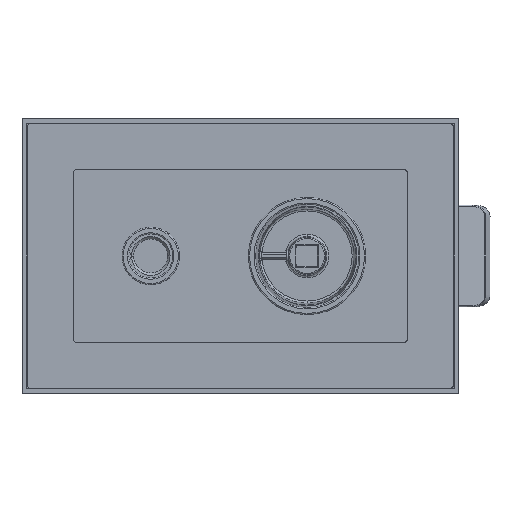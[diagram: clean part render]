
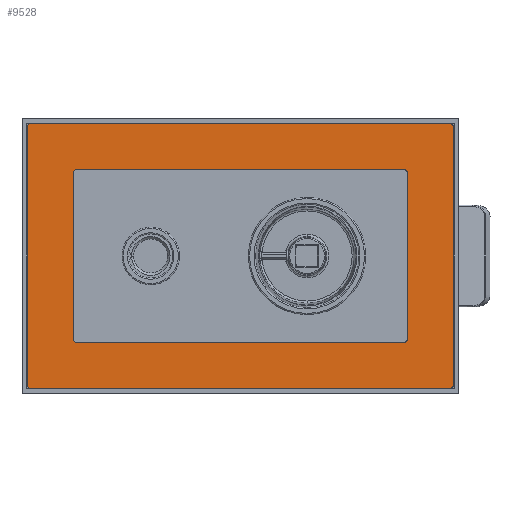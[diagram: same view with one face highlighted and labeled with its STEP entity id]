
A CAD part, left-side view. The second image highlights one B-rep face of the part: STEP entity #9528.
In plain terms, the highlighted face is planar.
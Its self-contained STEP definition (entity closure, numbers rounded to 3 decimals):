
#9035=CARTESIAN_POINT('',(-36.5,6.,-71.5));
#9036=DIRECTION('',(0.,-1.,0.));
#9037=DIRECTION('',(-1.,0.,0.));
#9038=AXIS2_PLACEMENT_3D('',#9035,#9036,#9037);
#9065=CARTESIAN_POINT('',(-36.5,6.,71.5));
#9066=DIRECTION('',(0.,-1.,0.));
#9067=DIRECTION('',(0.,0.,1.));
#9068=AXIS2_PLACEMENT_3D('',#9065,#9066,#9067);
#9095=CARTESIAN_POINT('',(36.5,6.,71.5));
#9096=DIRECTION('',(0.,-1.,0.));
#9097=DIRECTION('',(1.,0.,0.));
#9098=AXIS2_PLACEMENT_3D('',#9095,#9096,#9097);
#9125=CARTESIAN_POINT('',(36.5,6.,-71.5));
#9126=DIRECTION('',(0.,-1.,0.));
#9127=DIRECTION('',(0.,0.,-1.));
#9128=AXIS2_PLACEMENT_3D('',#9125,#9126,#9127);
#9133=DIRECTION('',(0.,0.,1.));
#9134=VECTOR('',#9133,143.);
#9135=CARTESIAN_POINT('',(37.5,6.,-71.5));
#9136=LINE('',#9135,#9134);
#9140=DIRECTION('',(1.,0.,0.));
#9141=VECTOR('',#9140,73.);
#9142=CARTESIAN_POINT('',(-36.5,6.,-72.5));
#9143=LINE('',#9142,#9141);
#9147=DIRECTION('',(0.,0.,-1.));
#9148=VECTOR('',#9147,143.);
#9149=CARTESIAN_POINT('',(-37.5,6.,71.5));
#9150=LINE('',#9149,#9148);
#9154=DIRECTION('',(-1.,0.,0.));
#9155=VECTOR('',#9154,73.);
#9156=CARTESIAN_POINT('',(36.5,6.,72.5));
#9157=LINE('',#9156,#9155);
#9161=CARTESIAN_POINT('',(56.5,6.,-91.5));
#9162=DIRECTION('',(0.,1.,0.));
#9163=DIRECTION('',(1.,0.,0.));
#9164=AXIS2_PLACEMENT_3D('',#9161,#9162,#9163);
#9169=DIRECTION('',(0.,0.,-1.));
#9170=VECTOR('',#9169,183.);
#9171=CARTESIAN_POINT('',(57.5,6.,91.5));
#9172=LINE('',#9171,#9170);
#9176=CARTESIAN_POINT('',(56.5,6.,91.5));
#9177=DIRECTION('',(0.,1.,0.));
#9178=DIRECTION('',(0.,0.,1.));
#9179=AXIS2_PLACEMENT_3D('',#9176,#9177,#9178);
#9184=DIRECTION('',(1.,0.,0.));
#9185=VECTOR('',#9184,113.);
#9186=CARTESIAN_POINT('',(-56.5,6.,92.5));
#9187=LINE('',#9186,#9185);
#9191=CARTESIAN_POINT('',(-56.5,6.,91.5));
#9192=DIRECTION('',(0.,1.,0.));
#9193=DIRECTION('',(-1.,0.,0.));
#9194=AXIS2_PLACEMENT_3D('',#9191,#9192,#9193);
#9199=DIRECTION('',(0.,0.,1.));
#9200=VECTOR('',#9199,183.);
#9201=CARTESIAN_POINT('',(-57.5,6.,-91.5));
#9202=LINE('',#9201,#9200);
#9206=CARTESIAN_POINT('',(-56.5,6.,-91.5));
#9207=DIRECTION('',(0.,1.,0.));
#9208=DIRECTION('',(0.,0.,-1.));
#9209=AXIS2_PLACEMENT_3D('',#9206,#9207,#9208);
#9214=DIRECTION('',(-1.,0.,0.));
#9215=VECTOR('',#9214,113.);
#9216=CARTESIAN_POINT('',(56.5,6.,-92.5));
#9217=LINE('',#9216,#9215);
#9278=CARTESIAN_POINT('',(-36.5,6.,-72.5));
#9280=VERTEX_POINT('',#9278);
#9282=CARTESIAN_POINT('',(-37.5,6.,-71.5));
#9284=VERTEX_POINT('',#9282);
#9286=CARTESIAN_POINT('',(37.5,6.,-71.5));
#9288=VERTEX_POINT('',#9286);
#9290=CARTESIAN_POINT('',(36.5,6.,-72.5));
#9292=VERTEX_POINT('',#9290);
#9294=CARTESIAN_POINT('',(36.5,6.,72.5));
#9296=VERTEX_POINT('',#9294);
#9298=CARTESIAN_POINT('',(37.5,6.,71.5));
#9300=VERTEX_POINT('',#9298);
#9302=CARTESIAN_POINT('',(-37.5,6.,71.5));
#9304=VERTEX_POINT('',#9302);
#9306=CARTESIAN_POINT('',(-36.5,6.,72.5));
#9308=VERTEX_POINT('',#9306);
#9313=CARTESIAN_POINT('',(57.5,6.,-91.5));
#9314=VERTEX_POINT('',#9313);
#9315=CARTESIAN_POINT('',(56.5,6.,-92.5));
#9316=VERTEX_POINT('',#9315);
#9321=CARTESIAN_POINT('',(-56.5,6.,-92.5));
#9322=VERTEX_POINT('',#9321);
#9323=CARTESIAN_POINT('',(-57.5,6.,-91.5));
#9324=VERTEX_POINT('',#9323);
#9329=CARTESIAN_POINT('',(-57.5,6.,91.5));
#9330=VERTEX_POINT('',#9329);
#9331=CARTESIAN_POINT('',(-56.5,6.,92.5));
#9332=VERTEX_POINT('',#9331);
#9337=CARTESIAN_POINT('',(56.5,6.,92.5));
#9338=VERTEX_POINT('',#9337);
#9339=CARTESIAN_POINT('',(57.5,6.,91.5));
#9340=VERTEX_POINT('',#9339);
#9495=CARTESIAN_POINT('',(0.,6.,0.));
#9496=DIRECTION('',(0.,1.,0.));
#9497=DIRECTION('',(1.,0.,0.));
#9498=AXIS2_PLACEMENT_3D('',#9495,#9496,#9497);
#9499=PLANE('',#9498);
#9501=ORIENTED_EDGE('',*,*,#9500,.F.);
#9503=ORIENTED_EDGE('',*,*,#9502,.F.);
#9505=ORIENTED_EDGE('',*,*,#9504,.F.);
#9507=ORIENTED_EDGE('',*,*,#9506,.F.);
#9509=ORIENTED_EDGE('',*,*,#9508,.F.);
#9511=ORIENTED_EDGE('',*,*,#9510,.F.);
#9513=ORIENTED_EDGE('',*,*,#9512,.F.);
#9515=ORIENTED_EDGE('',*,*,#9514,.F.);
#9516=EDGE_LOOP('',(#9501,#9503,#9505,#9507,#9509,#9511,#9513,#9515));
#9517=FACE_OUTER_BOUND('',#9516,.F.);
#9518=ORIENTED_EDGE('',*,*,#9475,.F.);
#9519=ORIENTED_EDGE('',*,*,#9490,.F.);
#9520=ORIENTED_EDGE('',*,*,#9390,.F.);
#9521=ORIENTED_EDGE('',*,*,#9407,.F.);
#9522=ORIENTED_EDGE('',*,*,#9421,.F.);
#9523=ORIENTED_EDGE('',*,*,#9435,.F.);
#9524=ORIENTED_EDGE('',*,*,#9447,.F.);
#9525=ORIENTED_EDGE('',*,*,#9463,.F.);
#9526=EDGE_LOOP('',(#9518,#9519,#9520,#9521,#9522,#9523,#9524,#9525));
#9527=FACE_BOUND('',#9526,.F.);
#9528=ADVANCED_FACE('',(#9517,#9527),#9499,.T.);
#9039=CIRCLE('',#9038,1.);
#9069=CIRCLE('',#9068,1.);
#9099=CIRCLE('',#9098,1.);
#9129=CIRCLE('',#9128,1.);
#9165=CIRCLE('',#9164,1.);
#9180=CIRCLE('',#9179,1.);
#9195=CIRCLE('',#9194,1.);
#9210=CIRCLE('',#9209,1.);
#9390=EDGE_CURVE('',#9280,#9292,#9143,.T.);
#9407=EDGE_CURVE('',#9284,#9280,#9039,.T.);
#9421=EDGE_CURVE('',#9304,#9284,#9150,.T.);
#9435=EDGE_CURVE('',#9308,#9304,#9069,.T.);
#9447=EDGE_CURVE('',#9296,#9308,#9157,.T.);
#9463=EDGE_CURVE('',#9300,#9296,#9099,.T.);
#9475=EDGE_CURVE('',#9288,#9300,#9136,.T.);
#9490=EDGE_CURVE('',#9292,#9288,#9129,.T.);
#9500=EDGE_CURVE('',#9314,#9316,#9165,.T.);
#9502=EDGE_CURVE('',#9340,#9314,#9172,.T.);
#9504=EDGE_CURVE('',#9338,#9340,#9180,.T.);
#9506=EDGE_CURVE('',#9332,#9338,#9187,.T.);
#9508=EDGE_CURVE('',#9330,#9332,#9195,.T.);
#9510=EDGE_CURVE('',#9324,#9330,#9202,.T.);
#9512=EDGE_CURVE('',#9322,#9324,#9210,.T.);
#9514=EDGE_CURVE('',#9316,#9322,#9217,.T.);
